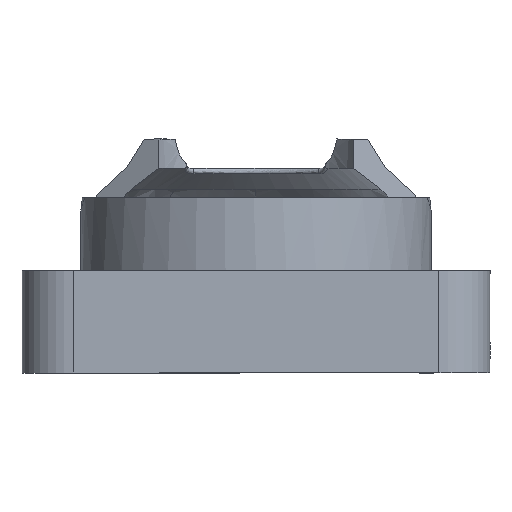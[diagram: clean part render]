
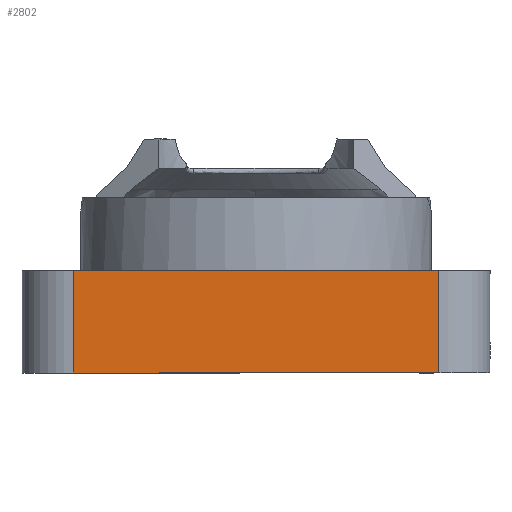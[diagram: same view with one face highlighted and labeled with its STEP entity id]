
A CAD part, front view. The second image highlights one B-rep face of the part: STEP entity #2802.
In plain terms, the highlighted planar face has unit normal (0, -1, 0).
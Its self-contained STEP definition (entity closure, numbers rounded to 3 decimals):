
#158 = EDGE_LOOP ( 'NONE', ( #1093, #2641, #542, #706 ) ) ;
#160 = CARTESIAN_POINT ( 'NONE',  ( -12.5, -16., 0. ) ) ;
#241 = CARTESIAN_POINT ( 'NONE',  ( 12.5, -16., 7. ) ) ;
#366 = VERTEX_POINT ( 'NONE', #2004 ) ;
#431 = PLANE ( 'NONE',  #2530 ) ;
#542 = ORIENTED_EDGE ( 'NONE', *, *, #2093, .F. ) ;
#658 = CARTESIAN_POINT ( 'NONE',  ( -12.5, -16., 0. ) ) ;
#706 = ORIENTED_EDGE ( 'NONE', *, *, #4233, .T. ) ;
#942 = VERTEX_POINT ( 'NONE', #2960 ) ;
#1020 = CARTESIAN_POINT ( 'NONE',  ( -16., -16., 0. ) ) ;
#1093 = ORIENTED_EDGE ( 'NONE', *, *, #4990, .T. ) ;
#1174 = CARTESIAN_POINT ( 'NONE',  ( 12.5, -16., 7. ) ) ;
#1230 = VERTEX_POINT ( 'NONE', #658 ) ;
#1413 = DIRECTION ( 'NONE',  ( 1., 0., 0. ) ) ;
#1846 = VECTOR ( 'NONE', #4857, 1000. ) ;
#2004 = CARTESIAN_POINT ( 'NONE',  ( 12.5, -16., 0. ) ) ;
#2093 = EDGE_CURVE ( 'NONE', #942, #2313, #3356, .T. ) ;
#2313 = VERTEX_POINT ( 'NONE', #1174 ) ;
#2530 = AXIS2_PLACEMENT_3D ( 'NONE', #3354, #3935, #2661 ) ;
#2555 = LINE ( 'NONE', #241, #5384 ) ;
#2641 = ORIENTED_EDGE ( 'NONE', *, *, #2898, .T. ) ;
#2661 = DIRECTION ( 'NONE',  ( 0., 0., 1. ) ) ;
#2802 = ADVANCED_FACE ( 'NONE', ( #3611 ), #431, .F. ) ;
#2898 = EDGE_CURVE ( 'NONE', #366, #2313, #2555, .T. ) ;
#2960 = CARTESIAN_POINT ( 'NONE',  ( -12.5, -16., 7. ) ) ;
#3004 = VECTOR ( 'NONE', #1413, 1000. ) ;
#3354 = CARTESIAN_POINT ( 'NONE',  ( -16., -16., 7. ) ) ;
#3356 = LINE ( 'NONE', #4000, #1846 ) ;
#3523 = DIRECTION ( 'NONE',  ( 0., 0., 1. ) ) ;
#3611 = FACE_OUTER_BOUND ( 'NONE', #158, .T. ) ;
#3935 = DIRECTION ( 'NONE',  ( 0., 1., 0. ) ) ;
#3975 = DIRECTION ( 'NONE',  ( 0., 0., -1. ) ) ;
#3996 = VECTOR ( 'NONE', #3975, 1000. ) ;
#4000 = CARTESIAN_POINT ( 'NONE',  ( -16., -16., 7. ) ) ;
#4233 = EDGE_CURVE ( 'NONE', #942, #1230, #5307, .T. ) ;
#4372 = LINE ( 'NONE', #1020, #3004 ) ;
#4857 = DIRECTION ( 'NONE',  ( 1., 0., 0. ) ) ;
#4990 = EDGE_CURVE ( 'NONE', #1230, #366, #4372, .T. ) ;
#5307 = LINE ( 'NONE', #160, #3996 ) ;
#5384 = VECTOR ( 'NONE', #3523, 1000. ) ;
